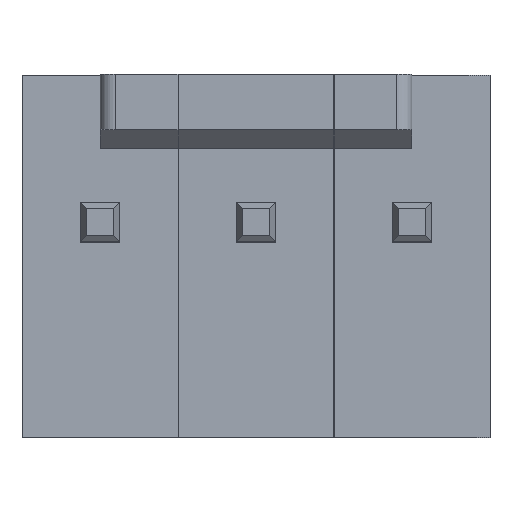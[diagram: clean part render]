
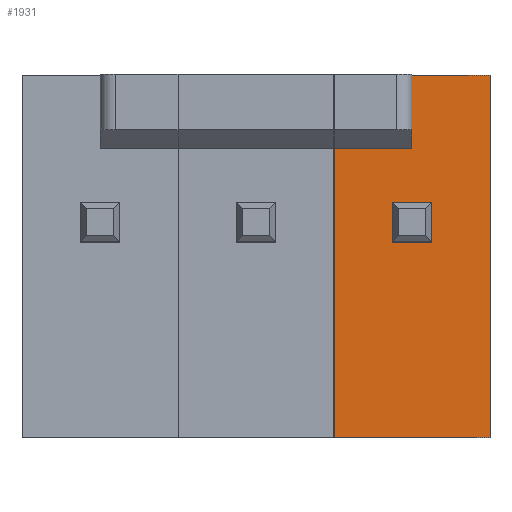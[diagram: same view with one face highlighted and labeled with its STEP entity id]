
A CAD part, top view. The second image highlights one B-rep face of the part: STEP entity #1931.
In plain terms, the highlighted planar face has unit normal (0, 0, 1).
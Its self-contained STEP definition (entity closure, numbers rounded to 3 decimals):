
#34=FACE_BOUND('',#161,.T.);
#54=FACE_OUTER_BOUND('',#160,.T.);
#160=EDGE_LOOP('',(#1250,#1251,#1252,#1253,#1254,#1255));
#161=EDGE_LOOP('',(#1256,#1257,#1258,#1259));
#263=LINE('',#2763,#517);
#278=LINE('',#2792,#532);
#283=LINE('',#2805,#537);
#299=LINE('',#2839,#553);
#301=LINE('',#2842,#555);
#302=LINE('',#2843,#556);
#303=LINE('',#2846,#557);
#304=LINE('',#2848,#558);
#305=LINE('',#2850,#559);
#306=LINE('',#2851,#560);
#517=VECTOR('',#2275,10.);
#532=VECTOR('',#2292,1000.);
#537=VECTOR('',#2303,1000.);
#553=VECTOR('',#2333,1000.);
#555=VECTOR('',#2337,1000.);
#556=VECTOR('',#2338,1000.);
#557=VECTOR('',#2339,1000.);
#558=VECTOR('',#2340,1000.);
#559=VECTOR('',#2341,1000.);
#560=VECTOR('',#2342,1000.);
#770=VERTEX_POINT('',#2759);
#772=VERTEX_POINT('',#2762);
#785=VERTEX_POINT('',#2790);
#789=VERTEX_POINT('',#2802);
#790=VERTEX_POINT('',#2804);
#801=VERTEX_POINT('',#2838);
#802=VERTEX_POINT('',#2844);
#803=VERTEX_POINT('',#2845);
#804=VERTEX_POINT('',#2847);
#805=VERTEX_POINT('',#2849);
#935=EDGE_CURVE('',#772,#770,#263,.T.);
#950=EDGE_CURVE('',#770,#785,#278,.T.);
#956=EDGE_CURVE('',#790,#789,#283,.T.);
#973=EDGE_CURVE('',#772,#801,#299,.T.);
#975=EDGE_CURVE('',#790,#785,#301,.T.);
#976=EDGE_CURVE('',#789,#801,#302,.T.);
#977=EDGE_CURVE('',#802,#803,#303,.T.);
#978=EDGE_CURVE('',#802,#804,#304,.T.);
#979=EDGE_CURVE('',#805,#804,#305,.T.);
#980=EDGE_CURVE('',#803,#805,#306,.T.);
#1250=ORIENTED_EDGE('',*,*,#935,.T.);
#1251=ORIENTED_EDGE('',*,*,#950,.T.);
#1252=ORIENTED_EDGE('',*,*,#975,.F.);
#1253=ORIENTED_EDGE('',*,*,#956,.T.);
#1254=ORIENTED_EDGE('',*,*,#976,.T.);
#1255=ORIENTED_EDGE('',*,*,#973,.F.);
#1256=ORIENTED_EDGE('',*,*,#977,.F.);
#1257=ORIENTED_EDGE('',*,*,#978,.T.);
#1258=ORIENTED_EDGE('',*,*,#979,.F.);
#1259=ORIENTED_EDGE('',*,*,#980,.F.);
#1718=PLANE('',#2165);
#1931=ADVANCED_FACE('',(#54,#34),#1718,.T.);
#2165=AXIS2_PLACEMENT_3D('',#2841,#2335,#2336);
#2275=DIRECTION('',(0.,-1.,0.));
#2292=DIRECTION('',(1.,0.,0.));
#2303=DIRECTION('',(-1.,0.,0.));
#2333=DIRECTION('',(1.,0.,0.));
#2335=DIRECTION('center_axis',(0.,0.,
1.));
#2336=DIRECTION('ref_axis',(1.,0.,0.));
#2337=DIRECTION('',(0.,-1.,0.));
#2338=DIRECTION('',(0.,-1.,0.));
#2339=DIRECTION('',(1.,0.,0.));
#2340=DIRECTION('',(0.,1.,0.));
#2341=DIRECTION('',(-1.,0.,0.));
#2342=DIRECTION('',(0.,1.,0.));
#2759=CARTESIAN_POINT('',(-1.27,-3.5,3.));
#2762=CARTESIAN_POINT('',(-1.27,1.5,3.));
#2763=CARTESIAN_POINT('',(-1.27,0.,3.));
#2790=CARTESIAN_POINT('',(1.27,-3.5,3.));
#2792=CARTESIAN_POINT('',(-5.08,-3.5,3.));
#2802=CARTESIAN_POINT('',(0.,2.4,3.));
#2804=CARTESIAN_POINT('',(1.27,2.4,3.));
#2805=CARTESIAN_POINT('',(-5.08,2.4,3.));
#2838=CARTESIAN_POINT('',(0.,1.5,3.));
#2839=CARTESIAN_POINT('',(0.,1.5,3.));
#2841=CARTESIAN_POINT('Origin',(-5.08,0.,3.));
#2842=CARTESIAN_POINT('',(1.27,-3.5,3.));
#2843=CARTESIAN_POINT('',(0.,0.,3.));
#2844=CARTESIAN_POINT('',(-0.32,-0.32,3.));
#2845=CARTESIAN_POINT('',(0.32,-0.32,3.));
#2846=CARTESIAN_POINT('',(-0.32,-0.32,3.));
#2847=CARTESIAN_POINT('',(-0.32,0.32,3.));
#2848=CARTESIAN_POINT('',(-0.32,0.,3.));
#2849=CARTESIAN_POINT('',(0.32,0.32,3.));
#2850=CARTESIAN_POINT('',(0.32,0.32,3.));
#2851=CARTESIAN_POINT('',(0.32,-0.32,3.));
